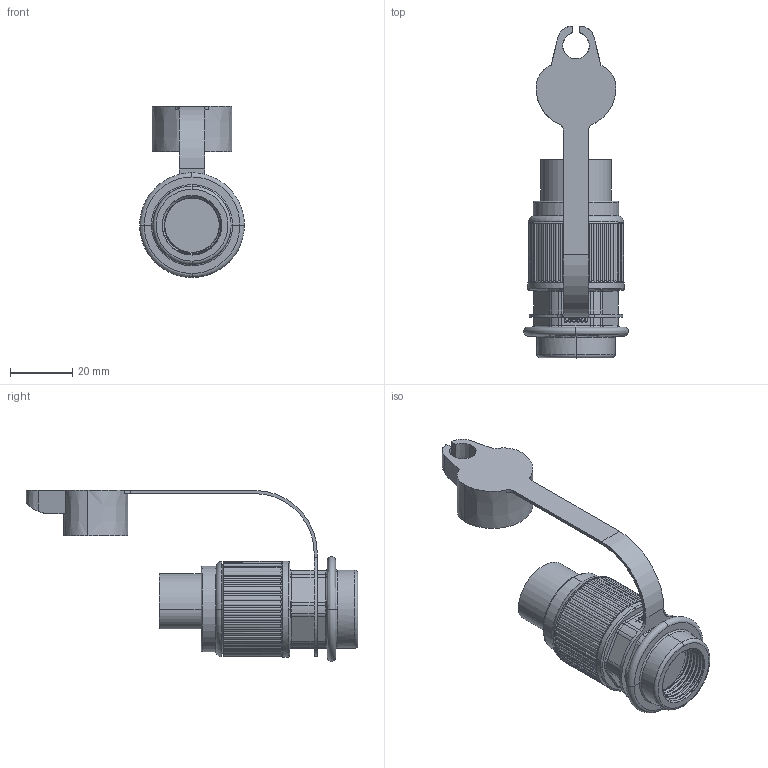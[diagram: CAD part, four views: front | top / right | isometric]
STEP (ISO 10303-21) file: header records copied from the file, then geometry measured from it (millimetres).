
FILE_DESCRIPTION((''),'2;1');
FILE_NAME('251288_SW0001','2020-09-07T14:43:00',('teru'),(''),'CREO PARAMETRIC BY PTC INC, 2017380','CREO PARAMETRIC BY PTC INC, 2017380','');
FILE_SCHEMA(('CONFIG_CONTROL_DESIGN'));
Products named in the file (1): 251288_SW0001
Bounding box: 33.5 x 106.18 x 54.75 mm (x, y, z)
Volume: 34087.7 mm3; surface area: 15315.8 mm2
Topology: 1 solids, 1 shells, 1340 faces, 3731 edges, 2455 vertices
Faces by surface type: plane 952, cylinder 262, bspline 106, torus 16, cone 4
Entity records: 57105 total; most frequent: CARTESIAN_POINT 23238, ORIENTED_EDGE 7462, DIRECTION 6381, EDGE_CURVE 3731, VECTOR 2877, LINE 2877, VERTEX_POINT 2455, AXIS2_PLACEMENT_3D 1752
